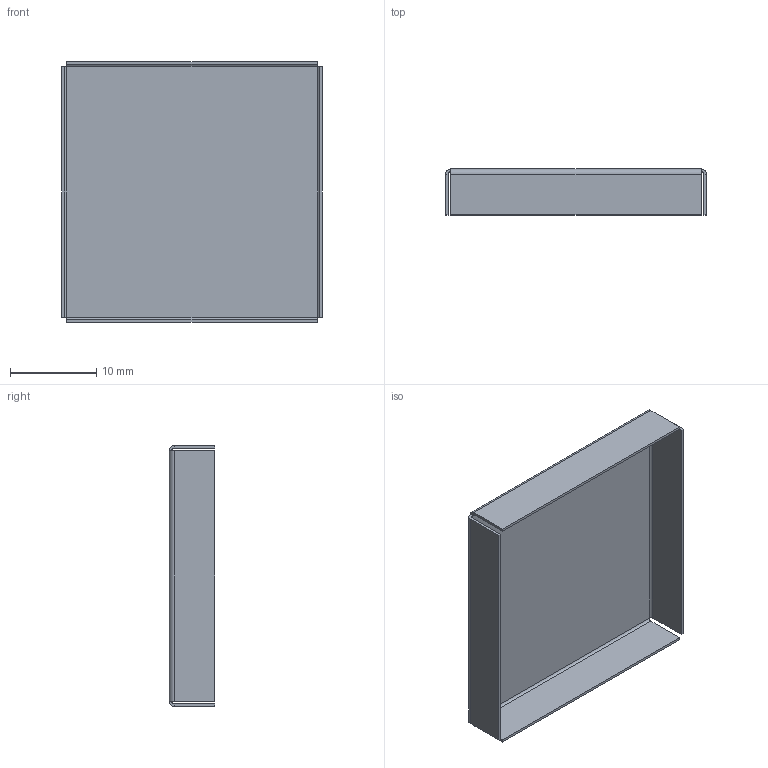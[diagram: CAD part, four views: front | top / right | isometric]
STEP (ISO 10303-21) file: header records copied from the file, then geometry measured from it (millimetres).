
FILE_DESCRIPTION((''),'2;1');
FILE_NAME('S01-30300500','2014-08-14T',('sbennett'),(''),'PRO/ENGINEER BY PARAMETRIC TECHNOLOGY CORPORATION, 2014090','PRO/ENGINEER BY PARAMETRIC TECHNOLOGY CORPORATION, 2014090','');
FILE_SCHEMA(('CONFIG_CONTROL_DESIGN'));
Length unit declared in the file: millimetre
Products named in the file (1): S01-30300500
Bounding box: 30.3 x 5.3 x 30.3 mm (x, y, z)
Volume: 441.5 mm3; surface area: 3012.3 mm2
Topology: 1 solids, 1 shells, 637 faces, 1789 edges, 1182 vertices
Faces by surface type: plane 612, cylinder 25
Entity records: 25522 total; most frequent: CARTESIAN_POINT 3608, ORIENTED_EDGE 3578, DIRECTION 3113, PRESENTATION_STYLE_ASSIGNMENT 1790, STYLED_ITEM 1790, CURVE_STYLE 1789, EDGE_CURVE 1789, VECTOR 1739
